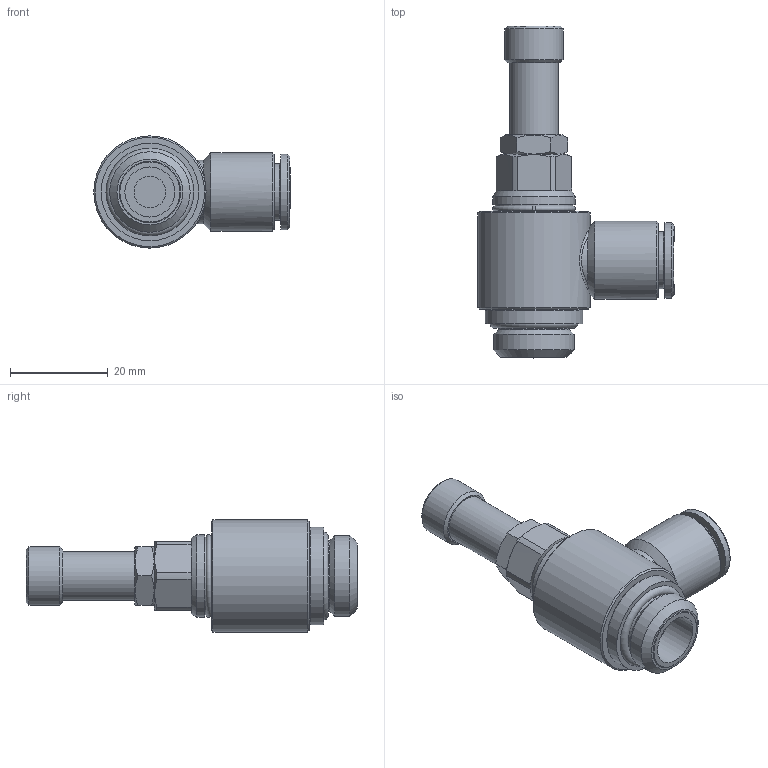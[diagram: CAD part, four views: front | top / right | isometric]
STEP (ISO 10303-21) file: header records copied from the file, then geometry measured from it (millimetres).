
FILE_DESCRIPTION( ( 'STEP AP214' ), '1' );
FILE_NAME( '04260C53.stp', '2021-04-20T08:01:32', ( 'License CC BY-ND 4.0' ), ( 'CADENAS' ), ' ', 'PARTsolutions', ' ' );
FILE_SCHEMA( ( 'AUTOMOTIVE_DESIGN { 1 0 10303 214 1 1 1 1 }' ) );
Length unit declared in the file: metre
Products named in the file (3): 04260C53; NONE
Assembly tree (2 placements, depth 2):
  04260C53
    NONE
    NONE
Bounding box: 40.25 x 68 x 23 mm (x, y, z)
Volume: 16358.1 mm3; surface area: 6634.8 mm2
Topology: 2 solids, 4 shells, 201 faces, 472 edges, 309 vertices
Faces by surface type: plane 108, bspline 45, cylinder 28, cone 18, torus 2
Full cylindrical faces by diameter (mm): 6.5 x1, 10 x1, 10.15 x1, 10.2 x1, 10.25 x1, 11.62 x1, 12 x1, 14.5 x1, 15.5 x1, 15.9 x1, 16 x1, 16.5 x1, 16.85 x2, 20 x1, 23 x1
Entity records: 10283 total; most frequent: CARTESIAN_POINT 4518, ORIENTED_EDGE 856, DIRECTION 691, EDGE_CURVE 428, VERTEX_POINT 301, EDGE_LOOP 267, LINE 231, VECTOR 231
